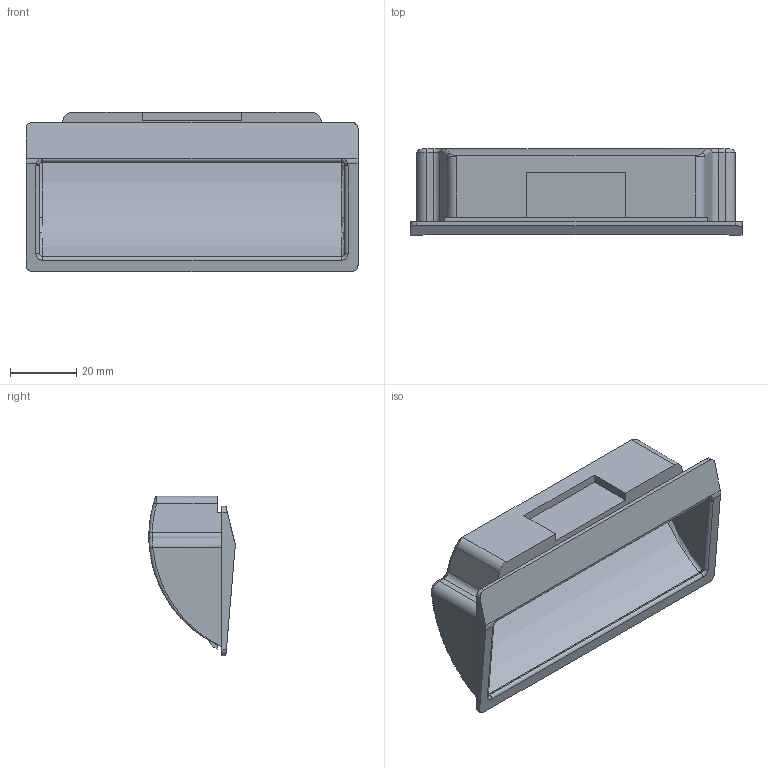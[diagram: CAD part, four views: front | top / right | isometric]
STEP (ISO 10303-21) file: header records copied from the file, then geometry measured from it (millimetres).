
FILE_DESCRIPTION (( 'STEP AP214' ), '1' );
FILE_NAME ('THA_241_1W_1_2.STEP', '2016-04-27T07:10:32', ( '' ), ( '' ), 'SwSTEP 2.0', 'SolidWorks 2015', '' );
FILE_SCHEMA (( 'AUTOMOTIVE_DESIGN' ));
Length unit declared in the file: millimetre
Products named in the file (2): THA_241_1W_1_2; pull
Assembly tree (1 placements, depth 2):
  THA_241_1W_1_2
    pull
Bounding box: 100 x 26 x 48 mm (x, y, z)
Volume: 24197 mm3; surface area: 19845 mm2
Topology: 1 solids, 1 shells, 106 faces, 281 edges, 172 vertices
Faces by surface type: plane 51, cylinder 33, bspline 20, torus 2
Entity records: 3970 total; most frequent: CARTESIAN_POINT 1496, ORIENTED_EDGE 550, DIRECTION 461, EDGE_CURVE 275, VERTEX_POINT 172, AXIS2_PLACEMENT_3D 156, VECTOR 149, LINE 149
